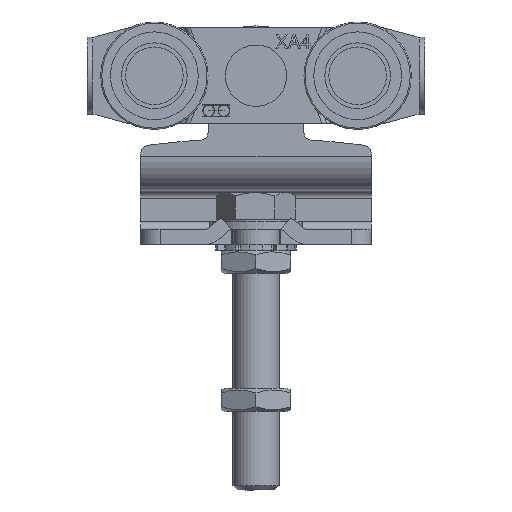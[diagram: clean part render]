
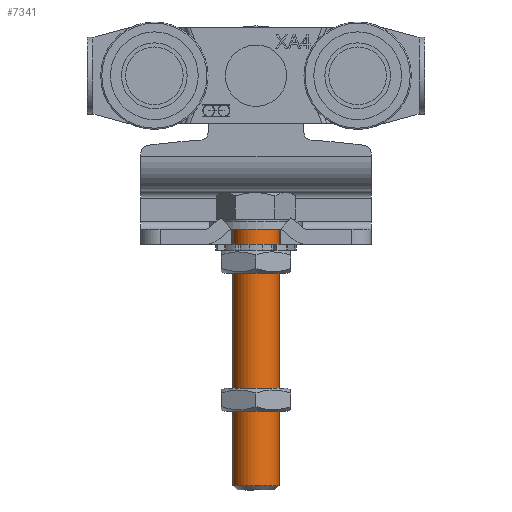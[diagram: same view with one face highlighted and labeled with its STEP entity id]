
A CAD part, front view. The second image highlights one B-rep face of the part: STEP entity #7341.
In plain terms, the highlighted cylindrical face has radius 6 mm (diameter 12 mm), a full revolution.
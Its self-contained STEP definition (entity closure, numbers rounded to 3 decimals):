
#265=CYLINDRICAL_SURFACE('',#8104,6.);
#415=CIRCLE('',#8102,6.);
#416=CIRCLE('',#8103,6.);
#417=CIRCLE('',#8105,6.);
#418=CIRCLE('',#8106,6.);
#938=FACE_OUTER_BOUND('',#1357,.T.);
#1357=EDGE_LOOP('',(#5998,#5999,#6000,#6001,#6002,#6003));
#2125=LINE('',#12018,#2777);
#2777=VECTOR('',#9739,6.);
#3330=VERTEX_POINT('',#12011);
#3331=VERTEX_POINT('',#12013);
#3332=VERTEX_POINT('',#12017);
#3333=VERTEX_POINT('',#12019);
#4279=EDGE_CURVE('',#3330,#3331,#415,.T.);
#4280=EDGE_CURVE('',#3331,#3330,#416,.T.);
#4281=EDGE_CURVE('',#3331,#3332,#2125,.T.);
#4282=EDGE_CURVE('',#3332,#3333,#417,.T.);
#4283=EDGE_CURVE('',#3333,#3332,#418,.T.);
#5998=ORIENTED_EDGE('',*,*,#4279,.F.);
#5999=ORIENTED_EDGE('',*,*,#4280,.F.);
#6000=ORIENTED_EDGE('',*,*,#4281,.T.);
#6001=ORIENTED_EDGE('',*,*,#4282,.T.);
#6002=ORIENTED_EDGE('',*,*,#4283,.T.);
#6003=ORIENTED_EDGE('',*,*,#4281,.F.);
#7341=ADVANCED_FACE('',(#938),#265,.T.);
#8102=AXIS2_PLACEMENT_3D('',#12014,#9733,#9734);
#8103=AXIS2_PLACEMENT_3D('',#12015,#9735,#9736);
#8104=AXIS2_PLACEMENT_3D('',#12016,#9737,#9738);
#8105=AXIS2_PLACEMENT_3D('',#12020,#9740,#9741);
#8106=AXIS2_PLACEMENT_3D('',#12021,#9742,#9743);
#9733=DIRECTION('center_axis',(1.,0.,0.));
#9734=DIRECTION('ref_axis',(0.,-1.,0.));
#9735=DIRECTION('center_axis',(1.,0.,0.));
#9736=DIRECTION('ref_axis',(0.,-1.,0.));
#9737=DIRECTION('center_axis',(1.,0.,0.));
#9738=DIRECTION('ref_axis',(0.,1.,0.));
#9739=DIRECTION('',(-1.,0.,0.));
#9740=DIRECTION('center_axis',(1.,0.,0.));
#9741=DIRECTION('ref_axis',(0.,1.,0.));
#9742=DIRECTION('center_axis',(1.,0.,0.));
#9743=DIRECTION('ref_axis',(0.,1.,0.));
#12011=CARTESIAN_POINT('',(68.926,6.,0.));
#12013=CARTESIAN_POINT('',(68.926,-6.,0.));
#12014=CARTESIAN_POINT('Origin',(68.926,0.,0.));
#12015=CARTESIAN_POINT('Origin',(68.926,0.,0.));
#12016=CARTESIAN_POINT('Origin',(37.65,0.,0.));
#12017=CARTESIAN_POINT('',(0.,-6.,0.));
#12018=CARTESIAN_POINT('',(37.65,-6.,0.));
#12019=CARTESIAN_POINT('',(0.,6.,0.));
#12020=CARTESIAN_POINT('Origin',(0.,0.,
0.));
#12021=CARTESIAN_POINT('Origin',(0.,0.,
0.));
